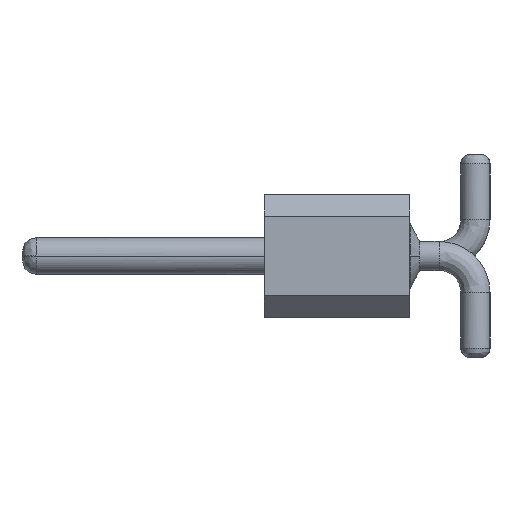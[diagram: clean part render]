
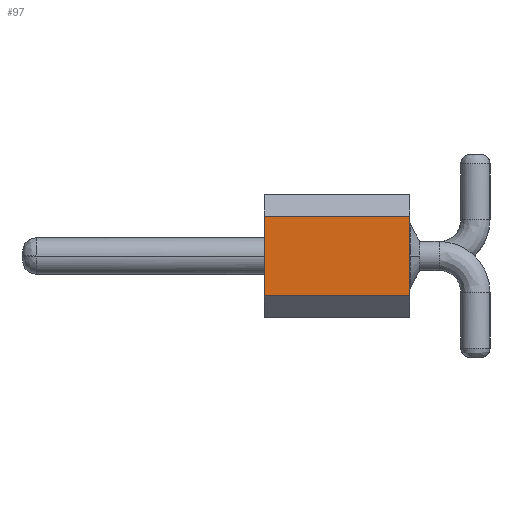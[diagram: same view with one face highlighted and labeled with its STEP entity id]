
A CAD part, left-side view. The second image highlights one B-rep face of the part: STEP entity #97.
In plain terms, the highlighted planar face has unit normal (-1, 0, 0).
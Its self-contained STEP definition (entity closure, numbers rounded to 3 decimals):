
#46=CARTESIAN_POINT('',(-25.4,0.,0.));
#47=DIRECTION('',(0.,0.,1.));
#48=DIRECTION('',(-1.,0.,0.));
#49=AXIS2_PLACEMENT_3D('',#46,#48,#47);
#50=PLANE('',#49);
#51=CARTESIAN_POINT('',(-25.4,1.5,0.82));
#52=VERTEX_POINT('',#51);
#53=CARTESIAN_POINT('',(-25.4,1.5,-0.82));
#54=VERTEX_POINT('',#53);
#55=CARTESIAN_POINT('',(-25.4,1.5,0.82));
#56=CARTESIAN_POINT('',(-25.4,1.5,0.492));
#57=CARTESIAN_POINT('',(-25.4,1.5,0.164));
#58=CARTESIAN_POINT('',(-25.4,1.5,-0.164));
#59=CARTESIAN_POINT('',(-25.4,1.5,-0.492));
#60=CARTESIAN_POINT('',(-25.4,1.5,-0.82));
#61=B_SPLINE_CURVE_WITH_KNOTS('',5,(#55,#56,#57,#58,#59,#60),.UNSPECIFIED.,.F.,.U.,(6,6),(0.,1.64),.UNSPECIFIED.);
#62=EDGE_CURVE('',#52,#54,#61,.T.);
#63=ORIENTED_EDGE('',*,*,#62,.T.);
#64=CARTESIAN_POINT('',(-25.4,-1.5,-0.82));
#65=VERTEX_POINT('',#64);
#66=CARTESIAN_POINT('',(-25.4,1.5,-0.82));
#67=CARTESIAN_POINT('',(-25.4,0.9,-0.82));
#68=CARTESIAN_POINT('',(-25.4,0.3,-0.82));
#69=CARTESIAN_POINT('',(-25.4,-0.3,-0.82));
#70=CARTESIAN_POINT('',(-25.4,-0.9,-0.82));
#71=CARTESIAN_POINT('',(-25.4,-1.5,-0.82));
#72=B_SPLINE_CURVE_WITH_KNOTS('',5,(#66,#67,#68,#69,#70,#71),.UNSPECIFIED.,.F.,.U.,(6,6),(0.,3.),.UNSPECIFIED.);
#73=EDGE_CURVE('',#54,#65,#72,.T.);
#74=ORIENTED_EDGE('',*,*,#73,.T.);
#75=CARTESIAN_POINT('',(-25.4,-1.5,0.82));
#76=VERTEX_POINT('',#75);
#77=CARTESIAN_POINT('',(-25.4,-1.5,0.82));
#78=CARTESIAN_POINT('',(-25.4,-1.5,0.492));
#79=CARTESIAN_POINT('',(-25.4,-1.5,0.164));
#80=CARTESIAN_POINT('',(-25.4,-1.5,-0.164));
#81=CARTESIAN_POINT('',(-25.4,-1.5,-0.492));
#82=CARTESIAN_POINT('',(-25.4,-1.5,-0.82));
#83=B_SPLINE_CURVE_WITH_KNOTS('',5,(#77,#78,#79,#80,#81,#82),.UNSPECIFIED.,.F.,.U.,(6,6),(0.,1.64),.UNSPECIFIED.);
#84=EDGE_CURVE('',#76,#65,#83,.T.);
#85=ORIENTED_EDGE('',*,*,#84,.F.);
#86=CARTESIAN_POINT('',(-25.4,-1.5,0.82));
#87=CARTESIAN_POINT('',(-25.4,-0.9,0.82));
#88=CARTESIAN_POINT('',(-25.4,-0.3,0.82));
#89=CARTESIAN_POINT('',(-25.4,0.3,0.82));
#90=CARTESIAN_POINT('',(-25.4,0.9,0.82));
#91=CARTESIAN_POINT('',(-25.4,1.5,0.82));
#92=B_SPLINE_CURVE_WITH_KNOTS('',5,(#86,#87,#88,#89,#90,#91),.UNSPECIFIED.,.F.,.U.,(6,6),(0.,3.),.UNSPECIFIED.);
#93=EDGE_CURVE('',#76,#52,#92,.T.);
#94=ORIENTED_EDGE('',*,*,#93,.T.);
#95=EDGE_LOOP('',(#63,#74,#85,#94));
#96=FACE_OUTER_BOUND('',#95,.T.);
#97=ADVANCED_FACE('',(#96),#50,.T.);
